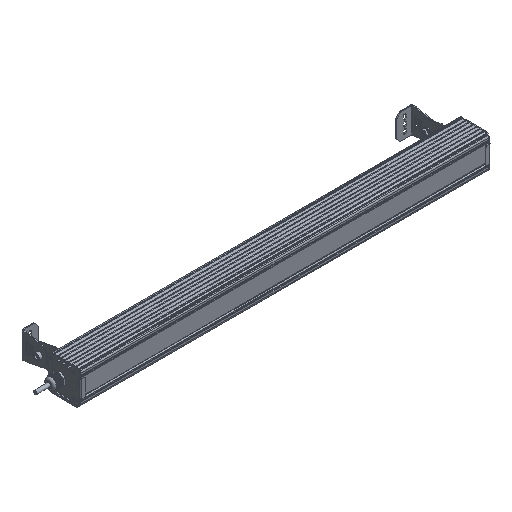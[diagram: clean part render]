
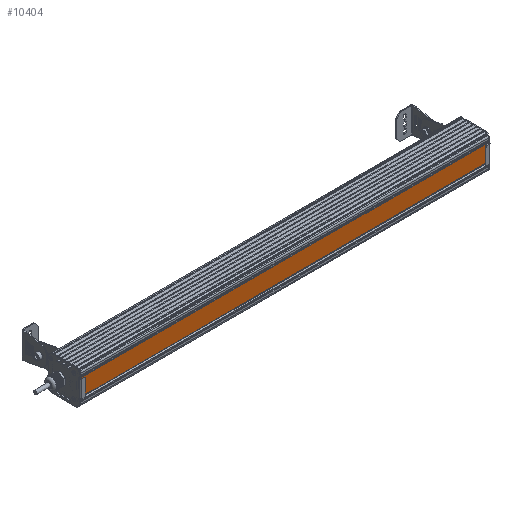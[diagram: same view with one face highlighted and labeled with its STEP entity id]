
A CAD part, isometric view. The second image highlights one B-rep face of the part: STEP entity #10404.
In plain terms, the highlighted planar face has unit normal (0, -1, 0).
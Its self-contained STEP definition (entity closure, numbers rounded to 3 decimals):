
#10404=ADVANCED_FACE('',(#23889),#23891,.F.);
#23889=FACE_BOUND('',#23890,.T.);
#23890=EDGE_LOOP('',(#50608,#50609,#50610,#50611));
#23891=PLANE('',#23892);
#23892=AXIS2_PLACEMENT_3D('',#23893,#23894,#23895);
#23893=CARTESIAN_POINT('',(0.,0.,0.));
#23894=DIRECTION('',(0.,1.,0.));
#23895=DIRECTION('',(0.,0.,-1.));
#50608=ORIENTED_EDGE('',*,*,#56194,.F.);
#50609=ORIENTED_EDGE('',*,*,#56191,.F.);
#50610=ORIENTED_EDGE('',*,*,#56188,.F.);
#50611=ORIENTED_EDGE('',*,*,#56184,.F.);
#56184=EDGE_CURVE('',#62900,#62901,#62902,.T.);
#56188=EDGE_CURVE('',#62901,#62908,#62909,.T.);
#56191=EDGE_CURVE('',#62908,#62913,#62914,.T.);
#56194=EDGE_CURVE('',#62913,#62900,#62918,.T.);
#62900=VERTEX_POINT('',#84042);
#62901=VERTEX_POINT('',#84043);
#62902=LINE('',#84044,#84045);
#62908=VERTEX_POINT('',#84058);
#62909=LINE('',#84059,#84060);
#62913=VERTEX_POINT('',#84069);
#62914=LINE('',#84070,#84071);
#62918=LINE('',#84080,#84081);
#84042=CARTESIAN_POINT('',(25.705,0.,448.));
#84043=CARTESIAN_POINT('',(25.705,0.,-448.));
#84044=CARTESIAN_POINT('',(25.705,0.,448.));
#84045=VECTOR('',#84046,1.);
#84046=DIRECTION('',(0.,0.,-1.));
#84058=CARTESIAN_POINT('',(-25.705,0.,-448.));
#84059=CARTESIAN_POINT('',(25.705,0.,-448.));
#84060=VECTOR('',#84061,1.);
#84061=DIRECTION('',(-1.,0.,0.));
#84069=CARTESIAN_POINT('',(-25.705,0.,448.));
#84070=CARTESIAN_POINT('',(-25.705,0.,-448.));
#84071=VECTOR('',#84072,1.);
#84072=DIRECTION('',(0.,0.,1.));
#84080=CARTESIAN_POINT('',(-25.705,0.,448.));
#84081=VECTOR('',#84082,1.);
#84082=DIRECTION('',(1.,0.,0.));
